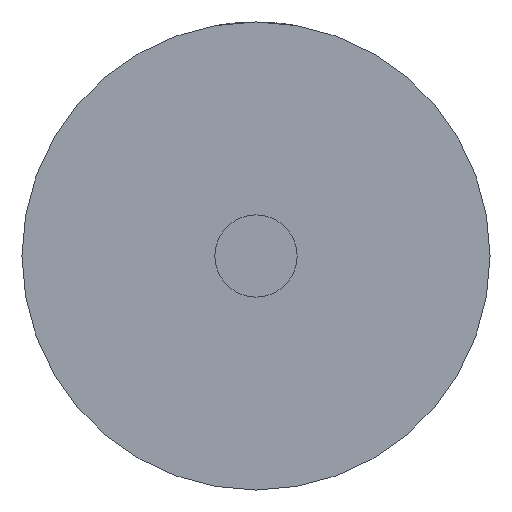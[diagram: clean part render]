
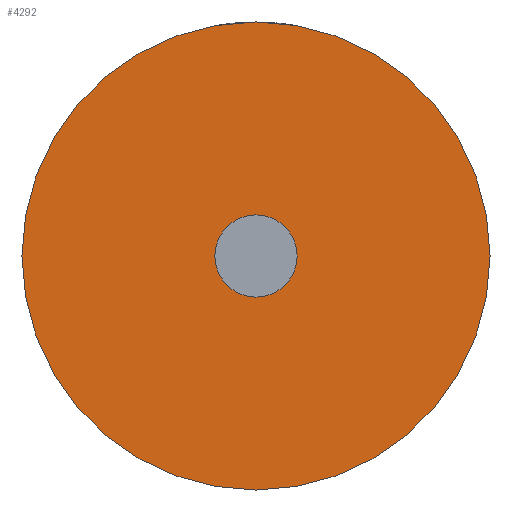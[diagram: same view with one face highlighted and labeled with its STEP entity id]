
A CAD part, left-side view. The second image highlights one B-rep face of the part: STEP entity #4292.
In plain terms, the highlighted planar face has unit normal (-1, 0, 0).
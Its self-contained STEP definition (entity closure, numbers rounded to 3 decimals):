
#283 = ORIENTED_EDGE ( 'NONE', *, *, #4084, .F. ) ;
#587 = DIRECTION ( 'NONE',  ( -1., 0., 0. ) ) ;
#848 = VERTEX_POINT ( 'NONE', #4959 ) ;
#929 = CARTESIAN_POINT ( 'NONE',  ( 0., 0., 0. ) ) ;
#935 = AXIS2_PLACEMENT_3D ( 'NONE', #5364, #587, #4904 ) ;
#1007 = DIRECTION ( 'NONE',  ( 0., 0., -1. ) ) ;
#1469 = CARTESIAN_POINT ( 'NONE',  ( 0., 0., 0. ) ) ;
#1538 = AXIS2_PLACEMENT_3D ( 'NONE', #1469, #4419, #1007 ) ;
#1793 = ORIENTED_EDGE ( 'NONE', *, *, #6211, .F. ) ;
#1843 = CARTESIAN_POINT ( 'NONE',  ( 0., 0., 0. ) ) ;
#2079 = CARTESIAN_POINT ( 'NONE',  ( 0., 0., -4. ) ) ;
#2207 = DIRECTION ( 'NONE',  ( 1., 0., 0. ) ) ;
#2553 = ORIENTED_EDGE ( 'NONE', *, *, #4138, .F. ) ;
#2677 = VERTEX_POINT ( 'NONE', #4850 ) ;
#2817 = FACE_BOUND ( 'NONE', #4705, .T. ) ;
#2820 = DIRECTION ( 'NONE',  ( 0., 0., -1. ) ) ;
#3433 = CIRCLE ( 'NONE', #4604, 22.75 ) ;
#3491 = FACE_OUTER_BOUND ( 'NONE', #4081, .T. ) ;
#3619 = CARTESIAN_POINT ( 'NONE',  ( 0., 0., 0. ) ) ;
#3644 = ORIENTED_EDGE ( 'NONE', *, *, #4881, .F. ) ;
#3790 = DIRECTION ( 'NONE',  ( 1., 0., 0. ) ) ;
#4081 = EDGE_LOOP ( 'NONE', ( #1793, #283 ) ) ;
#4084 = EDGE_CURVE ( 'NONE', #848, #5157, #3433, .T. ) ;
#4109 = DIRECTION ( 'NONE',  ( 0., 0., -1. ) ) ;
#4138 = EDGE_CURVE ( 'NONE', #4220, #2677, #4816, .T. ) ;
#4220 = VERTEX_POINT ( 'NONE', #2079 ) ;
#4292 = ADVANCED_FACE ( 'NONE', ( #3491, #2817 ), #5134, .F. ) ;
#4419 = DIRECTION ( 'NONE',  ( -1., 0., 0. ) ) ;
#4604 = AXIS2_PLACEMENT_3D ( 'NONE', #929, #4837, #5272 ) ;
#4705 = EDGE_LOOP ( 'NONE', ( #2553, #3644 ) ) ;
#4816 = CIRCLE ( 'NONE', #935, 4. ) ;
#4828 = CIRCLE ( 'NONE', #5665, 22.75 ) ;
#4837 = DIRECTION ( 'NONE',  ( 1., 0., 0. ) ) ;
#4850 = CARTESIAN_POINT ( 'NONE',  ( 0., 0., 4. ) ) ;
#4852 = AXIS2_PLACEMENT_3D ( 'NONE', #3619, #2207, #4109 ) ;
#4881 = EDGE_CURVE ( 'NONE', #2677, #4220, #6130, .T. ) ;
#4904 = DIRECTION ( 'NONE',  ( 0., 0., -1. ) ) ;
#4959 = CARTESIAN_POINT ( 'NONE',  ( 0., 0., -22.75 ) ) ;
#5134 = PLANE ( 'NONE',  #4852 ) ;
#5157 = VERTEX_POINT ( 'NONE', #6025 ) ;
#5272 = DIRECTION ( 'NONE',  ( 0., 0., -1. ) ) ;
#5364 = CARTESIAN_POINT ( 'NONE',  ( 0., 0., 0. ) ) ;
#5665 = AXIS2_PLACEMENT_3D ( 'NONE', #1843, #3790, #2820 ) ;
#6025 = CARTESIAN_POINT ( 'NONE',  ( 0., 0., 22.75 ) ) ;
#6130 = CIRCLE ( 'NONE', #1538, 4. ) ;
#6211 = EDGE_CURVE ( 'NONE', #5157, #848, #4828, .T. ) ;
